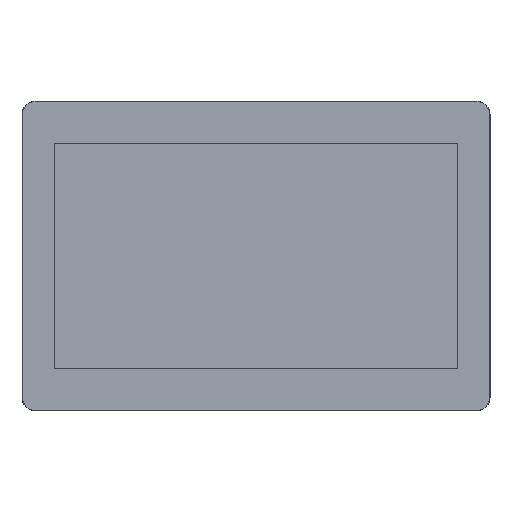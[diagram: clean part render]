
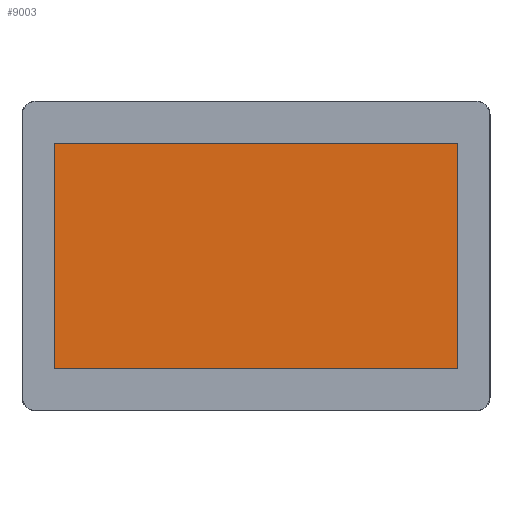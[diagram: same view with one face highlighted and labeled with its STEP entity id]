
A CAD part, top view. The second image highlights one B-rep face of the part: STEP entity #9003.
In plain terms, the highlighted planar face has unit normal (0, 0, 1).
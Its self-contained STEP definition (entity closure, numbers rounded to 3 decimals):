
#434=FACE_OUTER_BOUND('',#912,.T.);
#912=EDGE_LOOP('',(#6082,#6083,#6084,#6085));
#1409=LINE('',#12796,#2606);
#1413=LINE('',#12804,#2610);
#1416=LINE('',#12810,#2613);
#1419=LINE('',#12815,#2616);
#2606=VECTOR('',#10429,10.);
#2610=VECTOR('',#10435,10.);
#2613=VECTOR('',#10440,10.);
#2616=VECTOR('',#10445,10.);
#3791=VERTEX_POINT('',#12794);
#3792=VERTEX_POINT('',#12795);
#3795=VERTEX_POINT('',#12803);
#3797=VERTEX_POINT('',#12809);
#4683=EDGE_CURVE('',#3791,#3792,#1409,.T.);
#4687=EDGE_CURVE('',#3792,#3795,#1413,.T.);
#4690=EDGE_CURVE('',#3795,#3797,#1416,.T.);
#4693=EDGE_CURVE('',#3797,#3791,#1419,.T.);
#6082=ORIENTED_EDGE('',*,*,#4693,.T.);
#6083=ORIENTED_EDGE('',*,*,#4683,.T.);
#6084=ORIENTED_EDGE('',*,*,#4687,.T.);
#6085=ORIENTED_EDGE('',*,*,#4690,.T.);
#8582=PLANE('',#9741);
#9003=ADVANCED_FACE('',(#434),#8582,.T.);
#9741=AXIS2_PLACEMENT_3D('',#12817,#10447,#10448);
#10429=DIRECTION('',(1.,0.,0.));
#10435=DIRECTION('',(0.,1.,0.));
#10440=DIRECTION('',(-1.,0.,0.));
#10445=DIRECTION('',(0.,-1.,0.));
#10447=DIRECTION('center_axis',(0.,0.,1.));
#10448=DIRECTION('ref_axis',(1.,0.,0.));
#12794=CARTESIAN_POINT('',(12.984,16.619,1.1));
#12795=CARTESIAN_POINT('',(167.994,16.619,1.1));
#12796=CARTESIAN_POINT('',(12.984,16.619,1.1));
#12803=CARTESIAN_POINT('',(167.994,103.339,1.1));
#12804=CARTESIAN_POINT('',(167.994,16.619,1.1));
#12809=CARTESIAN_POINT('',(12.984,103.339,1.1));
#12810=CARTESIAN_POINT('',(167.994,103.339,1.1));
#12815=CARTESIAN_POINT('',(12.984,103.339,1.1));
#12817=CARTESIAN_POINT('Origin',(90.489,59.979,1.1));
